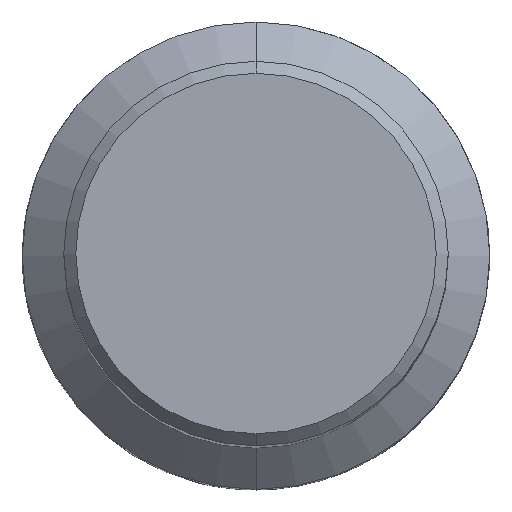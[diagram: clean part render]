
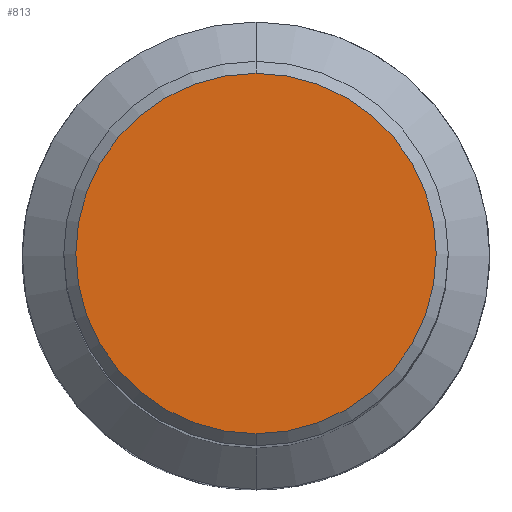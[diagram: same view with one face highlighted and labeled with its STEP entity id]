
A CAD part, top view. The second image highlights one B-rep face of the part: STEP entity #813.
In plain terms, the highlighted planar face has unit normal (0, 0, 1).
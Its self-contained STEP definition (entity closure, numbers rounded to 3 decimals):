
#409=EDGE_CURVE('',#647,#493,#1034,.T.);
#493=VERTEX_POINT('',#1129);
#647=VERTEX_POINT('',#1296);
#717=EDGE_CURVE('',#493,#647,#1370,.T.);
#813=ADVANCED_FACE('',(#1476),#1477,.T.);
#1034=CIRCLE('',#1797,15.0);
#1129=CARTESIAN_POINT('',(0.,-15.0,0.0));
#1296=CARTESIAN_POINT('',(0.0,15.0,0.0));
#1370=CIRCLE('',#2553,15.0);
#1476=FACE_OUTER_BOUND('',#2734,.T.);
#1477=PLANE('',#2735);
#1797=AXIS2_PLACEMENT_3D('',#3110,#3111,#3112);
#2553=AXIS2_PLACEMENT_3D('',#3473,#3474,#3475);
#2734=EDGE_LOOP('',(#3599,#3600));
#2735=AXIS2_PLACEMENT_3D('',#3601,#3602,#3603);
#3110=CARTESIAN_POINT('',(0.0,0.0,0.0));
#3111=DIRECTION('',(0.0,0.0,-1.0));
#3112=DIRECTION('',(0.0,1.0,0.0));
#3473=CARTESIAN_POINT('',(0.0,0.0,0.0));
#3474=DIRECTION('',(0.0,0.0,-1.0));
#3475=DIRECTION('',(0.0,1.0,0.0));
#3599=ORIENTED_EDGE('',*,*,#409,.F.);
#3600=ORIENTED_EDGE('',*,*,#717,.F.);
#3601=CARTESIAN_POINT('',(0.0,7.5,0.0));
#3602=DIRECTION('',(-0.0,0.0,1.0));
#3603=DIRECTION('',(0.0,-1.0,0.0));
